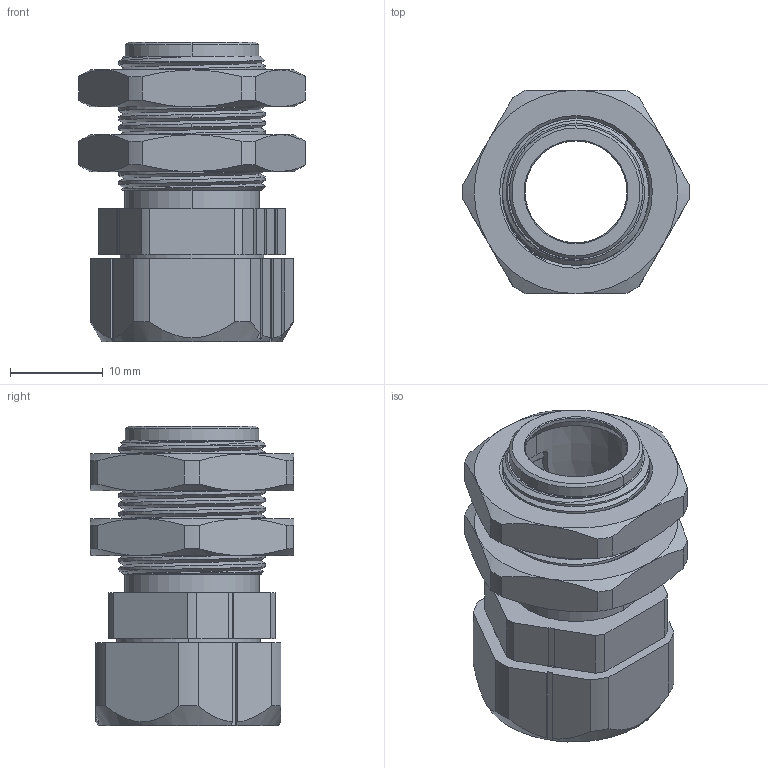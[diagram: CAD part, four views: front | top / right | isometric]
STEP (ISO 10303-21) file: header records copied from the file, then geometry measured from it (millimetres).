
FILE_DESCRIPTION((''),'2;1');
FILE_NAME('CAD-6817_SW0001','2021-01-12T13:19:39',('creinig-se'),(''),'CREO PARAMETRIC BY PTC INC, 2019292','CREO PARAMETRIC BY PTC INC, 2019292','');
FILE_SCHEMA(('CONFIG_CONTROL_DESIGN','SHAPE_APPEARANCE_LAYERS_GROUPS'));
Length unit declared in the file: millimetre
Products named in the file (1): CAD-6817_SW0001
Bounding box: 24.49 x 22 x 32.4 mm (x, y, z)
Volume: 5638.4 mm3; surface area: 6656.9 mm2
Topology: 1 solids, 1 shells, 279 faces, 792 edges, 530 vertices
Faces by surface type: plane 102, cylinder 87, cone 58, bspline 18, torus 14
Entity records: 18321 total; most frequent: CARTESIAN_POINT 9276, ORIENTED_EDGE 1578, DIRECTION 1333, EDGE_CURVE 789, VERTEX_POINT 524, AXIS2_PLACEMENT_3D 514, VECTOR 305, LINE 305
